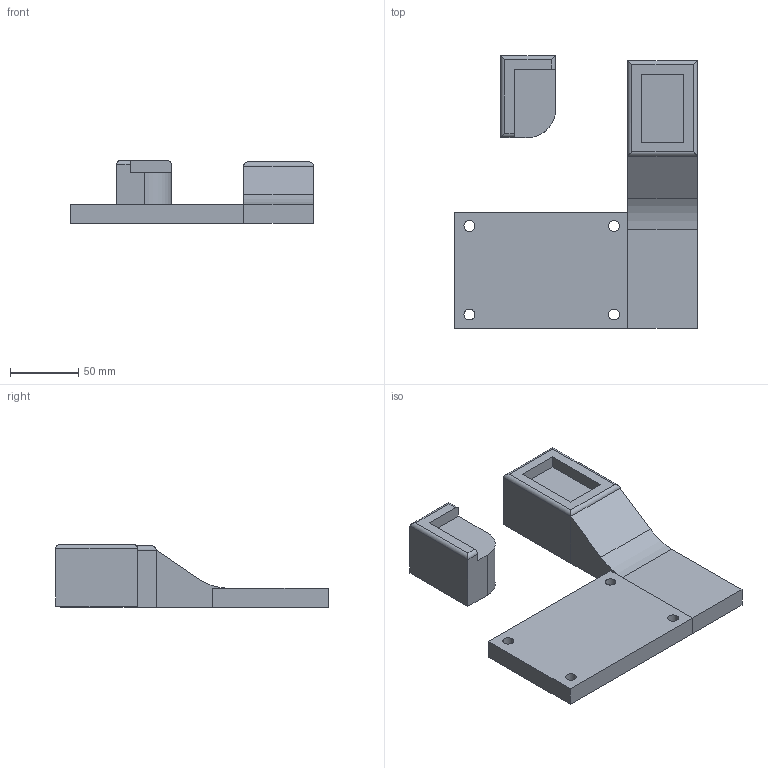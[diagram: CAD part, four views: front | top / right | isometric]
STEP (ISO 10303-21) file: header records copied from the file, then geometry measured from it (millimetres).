
FILE_DESCRIPTION(('HOOPS Exchange Step'),'2;1');
FILE_NAME('temp_export','2024-07-08T12:05:38-04:00',('mobile'),('Shapr3D Limited'),'HOOPS Exchange 2024.2','Shapr3D','Authorized');
FILE_SCHEMA( ('AUTOMOTIVE_DESIGN { 1 0 10303 214 1 1 1 1 }') );
Length unit declared in the file: millimetre
Products named in the file (1): root
Bounding box: 178.2 x 200 x 46.1 mm (x, y, z)
Volume: 508319.9 mm3; surface area: 81931.1 mm2
Topology: 4 solids, 4 shells, 48 faces, 111 edges, 72 vertices
Faces by surface type: plane 34, cylinder 14
Full cylindrical faces by diameter (mm): 8 x4
Entity records: 1385 total; most frequent: CARTESIAN_POINT 232, DIRECTION 230, ORIENTED_EDGE 222, EDGE_CURVE 111, VECTOR 90, LINE 90, VERTEX_POINT 72, AXIS2_PLACEMENT_3D 70
